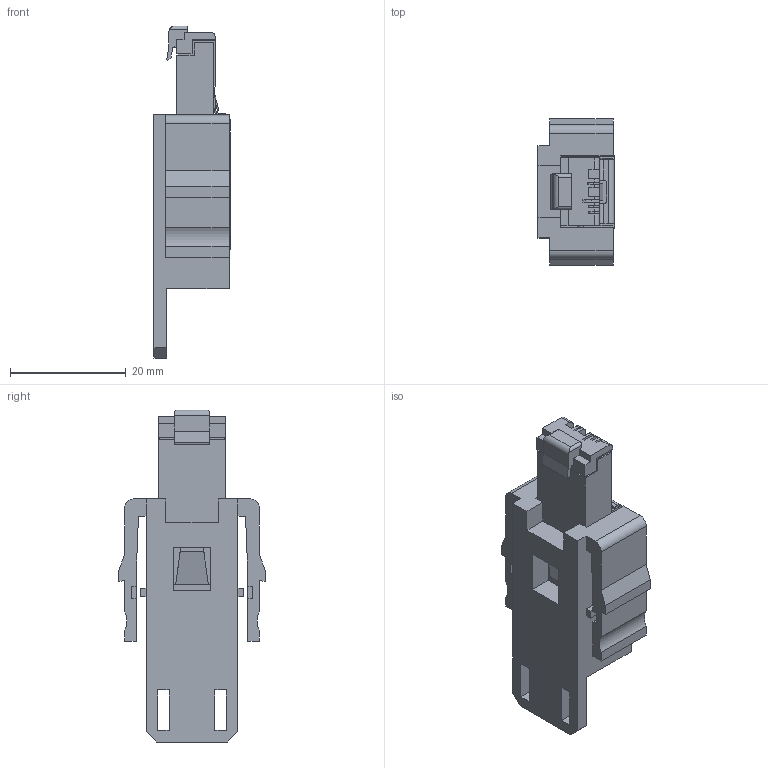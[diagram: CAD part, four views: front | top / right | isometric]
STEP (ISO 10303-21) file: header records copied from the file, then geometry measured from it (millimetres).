
FILE_DESCRIPTION(/* description */ (''),/* implementation_level */ '2;1');
FILE_NAME(/* name */ '100775604ugm000_b.stp',/* time_stamp */ '2019-06-12T11:11:32+02:00',/* author */ (''),/* organization */ (''),/* preprocessor_version */ 'ST-DEVELOPER v16.7',/* originating_system */ 'SIEMENS PLM Software NX 12.0',/* authorisation */ '');
FILE_SCHEMA (('AUTOMOTIVE_DESIGN { 1 0 10303 214 3 1 1 1 }'));
Length unit declared in the file: millimetre
Products named in the file (1): 100775604ugm000_b
Bounding box: 13.15 x 25.3 x 57.38 mm (x, y, z)
Volume: 7280.9 mm3; surface area: 6359.2 mm2
Topology: 1 solids, 2 shells, 584 faces, 1669 edges, 1105 vertices
Faces by surface type: plane 396, cylinder 111, extrusion 77
Full cylindrical faces by diameter (mm): 0.455 x1, 0.538 x1
Entity records: 22960 total; most frequent: CARTESIAN_POINT 4281, ORIENTED_EDGE 3334, DIRECTION 2820, EDGE_CURVE 1667, VECTOR 1340, LINE 1263, VERTEX_POINT 1104, AXIS2_PLACEMENT_3D 740
